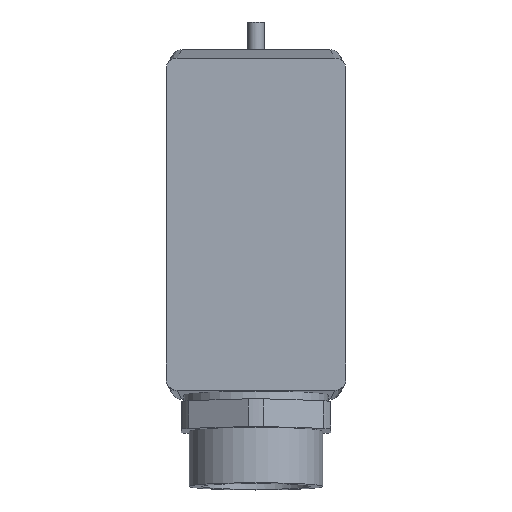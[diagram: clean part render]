
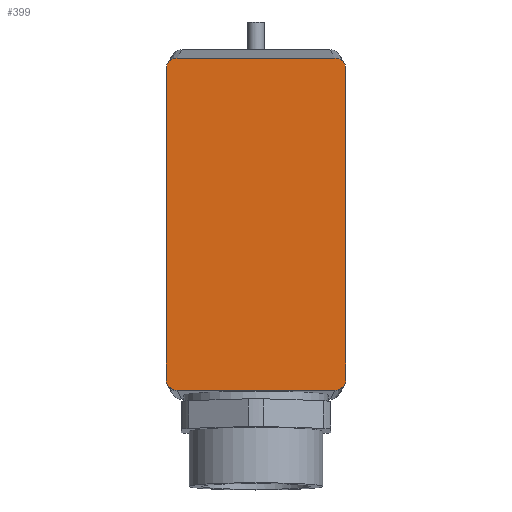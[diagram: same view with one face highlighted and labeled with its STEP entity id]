
A CAD part, top view. The second image highlights one B-rep face of the part: STEP entity #399.
In plain terms, the highlighted planar face has unit normal (0, 0, 1).
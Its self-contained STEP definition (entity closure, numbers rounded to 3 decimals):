
#399 = ADVANCED_FACE( '', ( #886 ), #887, .F. );
#886 = FACE_OUTER_BOUND( '', #1559, .T. );
#887 = PLANE( '', #1560 );
#1559 = EDGE_LOOP( '', ( #2890, #2891, #2892, #2893, #2894, #2895, #2896, #2897 ) );
#1560 = AXIS2_PLACEMENT_3D( '', #2898, #2899, #2900 );
#2890 = ORIENTED_EDGE( '', *, *, #4003, .F. );
#2891 = ORIENTED_EDGE( '', *, *, #4004, .T. );
#2892 = ORIENTED_EDGE( '', *, *, #3650, .T. );
#2893 = ORIENTED_EDGE( '', *, *, #4005, .F. );
#2894 = ORIENTED_EDGE( '', *, *, #3762, .T. );
#2895 = ORIENTED_EDGE( '', *, *, #4006, .T. );
#2896 = ORIENTED_EDGE( '', *, *, #3817, .F. );
#2897 = ORIENTED_EDGE( '', *, *, #3806, .F. );
#2898 = CARTESIAN_POINT( '', ( -16.2, 31.5, 50.8 ) );
#2899 = DIRECTION( '', ( 0., 0., -1. ) );
#2900 = DIRECTION( '', ( -1., 0., 0. ) );
#3650 = EDGE_CURVE( '', #4308, #4306, #4309, .T. );
#3762 = EDGE_CURVE( '', #4497, #4498, #4499, .T. );
#3806 = EDGE_CURVE( '', #4568, #4569, #4570, .T. );
#3817 = EDGE_CURVE( '', #4569, #4587, #4588, .T. );
#4003 = EDGE_CURVE( '', #4843, #4568, #4844, .T. );
#4004 = EDGE_CURVE( '', #4843, #4308, #4845, .T. );
#4005 = EDGE_CURVE( '', #4497, #4306, #4846, .T. );
#4006 = EDGE_CURVE( '', #4498, #4587, #4847, .T. );
#4306 = VERTEX_POINT( '', #5232 );
#4308 = VERTEX_POINT( '', #5237 );
#4309 = LINE( '', #5238, #5239 );
#4497 = VERTEX_POINT( '', #5560 );
#4498 = VERTEX_POINT( '', #5561 );
#4499 = LINE( '', #5562, #5563 );
#4568 = VERTEX_POINT( '', #5730 );
#4569 = VERTEX_POINT( '', #5731 );
#4570 = B_SPLINE_CURVE_WITH_KNOTS( '', 3, ( #5732, #5733, #5734, #5735, #5736, #5737, #5738, #5739, #5740, #5741, #5742, #5743, #5744, #5745 ), .UNSPECIFIED., .F., .F., ( 4, 2, 2, 2, 2, 2, 4 ), ( 0., 0., 0.001, 0.001, 0.002, 0.002, 0.003 ), .UNSPECIFIED. );
#4587 = VERTEX_POINT( '', #5799 );
#4588 = LINE( '', #5800, #5801 );
#4843 = VERTEX_POINT( '', #6403 );
#4844 = LINE( '', #6404, #6405 );
#4845 = B_SPLINE_CURVE_WITH_KNOTS( '', 3, ( #6406, #6407, #6408, #6409, #6410, #6411, #6412, #6413, #6414, #6415, #6416, #6417, #6418, #6419 ), .UNSPECIFIED., .F., .F., ( 4, 2, 2, 2, 2, 2, 4 ), ( 0., 0., 0.001, 0.001, 0.002, 0.002, 0.003 ), .UNSPECIFIED. );
#4846 = B_SPLINE_CURVE_WITH_KNOTS( '', 3, ( #6420, #6421, #6422, #6423, #6424, #6425, #6426, #6427, #6428, #6429, #6430, #6431, #6432, #6433 ), .UNSPECIFIED., .F., .F., ( 4, 2, 2, 2, 2, 2, 4 ), ( 0., 0., 0.001, 0.001, 0.002, 0.002, 0.003 ), .UNSPECIFIED. );
#4847 = B_SPLINE_CURVE_WITH_KNOTS( '', 3, ( #6434, #6435, #6436, #6437, #6438, #6439, #6440, #6441, #6442, #6443, #6444, #6445, #6446, #6447 ), .UNSPECIFIED., .F., .F., ( 4, 2, 2, 2, 2, 2, 4 ), ( 0., 0., 0.001, 0.001, 0.002, 0.002, 0.003 ), .UNSPECIFIED. );
#5232 = CARTESIAN_POINT( '', ( -16.2, -27.88, 50.8 ) );
#5237 = CARTESIAN_POINT( '', ( -16.2, 27.88, 50.8 ) );
#5238 = CARTESIAN_POINT( '', ( -16.2, 31.5, 50.8 ) );
#5239 = VECTOR( '', #6905, 1000. );
#5560 = CARTESIAN_POINT( '', ( -14.196, -29.886, 50.8 ) );
#5561 = CARTESIAN_POINT( '', ( 14.196, -29.886, 50.8 ) );
#5562 = CARTESIAN_POINT( '', ( -61.93, -29.886, 50.8 ) );
#5563 = VECTOR( '', #7031, 1000. );
#5730 = CARTESIAN_POINT( '', ( 14.196, 29.886, 50.8 ) );
#5731 = CARTESIAN_POINT( '', ( 16.2, 27.88, 50.8 ) );
#5732 = CARTESIAN_POINT( '', ( 14.196, 29.886, 50.8 ) );
#5733 = CARTESIAN_POINT( '', ( 14.329, 29.886, 50.8 ) );
#5734 = CARTESIAN_POINT( '', ( 14.459, 29.873, 50.8 ) );
#5735 = CARTESIAN_POINT( '', ( 14.715, 29.822, 50.8 ) );
#5736 = CARTESIAN_POINT( '', ( 14.842, 29.783, 50.8 ) );
#5737 = CARTESIAN_POINT( '', ( 15.085, 29.683, 50.8 ) );
#5738 = CARTESIAN_POINT( '', ( 15.2, 29.621, 50.8 ) );
#5739 = CARTESIAN_POINT( '', ( 15.417, 29.475, 50.8 ) );
#5740 = CARTESIAN_POINT( '', ( 15.52, 29.391, 50.8 ) );
#5741 = CARTESIAN_POINT( '', ( 15.798, 29.113, 50.8 ) );
#5742 = CARTESIAN_POINT( '', ( 15.947, 28.89, 50.8 ) );
#5743 = CARTESIAN_POINT( '', ( 16.147, 28.408, 50.8 ) );
#5744 = CARTESIAN_POINT( '', ( 16.2, 28.145, 50.8 ) );
#5745 = CARTESIAN_POINT( '', ( 16.2, 27.88, 50.8 ) );
#5799 = CARTESIAN_POINT( '', ( 16.2, -27.88, 50.8 ) );
#5800 = CARTESIAN_POINT( '', ( 16.2, 31.5, 50.8 ) );
#5801 = VECTOR( '', #7061, 1000. );
#6403 = CARTESIAN_POINT( '', ( -14.196, 29.886, 50.8 ) );
#6404 = CARTESIAN_POINT( '', ( -61.93, 29.886, 50.8 ) );
#6405 = VECTOR( '', #7208, 1000. );
#6406 = CARTESIAN_POINT( '', ( -14.196, 29.886, 50.8 ) );
#6407 = CARTESIAN_POINT( '', ( -14.329, 29.886, 50.8 ) );
#6408 = CARTESIAN_POINT( '', ( -14.459, 29.873, 50.8 ) );
#6409 = CARTESIAN_POINT( '', ( -14.715, 29.822, 50.8 ) );
#6410 = CARTESIAN_POINT( '', ( -14.842, 29.783, 50.8 ) );
#6411 = CARTESIAN_POINT( '', ( -15.085, 29.683, 50.8 ) );
#6412 = CARTESIAN_POINT( '', ( -15.2, 29.621, 50.8 ) );
#6413 = CARTESIAN_POINT( '', ( -15.417, 29.475, 50.8 ) );
#6414 = CARTESIAN_POINT( '', ( -15.52, 29.391, 50.8 ) );
#6415 = CARTESIAN_POINT( '', ( -15.798, 29.113, 50.8 ) );
#6416 = CARTESIAN_POINT( '', ( -15.947, 28.89, 50.8 ) );
#6417 = CARTESIAN_POINT( '', ( -16.147, 28.408, 50.8 ) );
#6418 = CARTESIAN_POINT( '', ( -16.2, 28.145, 50.8 ) );
#6419 = CARTESIAN_POINT( '', ( -16.2, 27.88, 50.8 ) );
#6420 = CARTESIAN_POINT( '', ( -14.196, -29.886, 50.8 ) );
#6421 = CARTESIAN_POINT( '', ( -14.329, -29.886, 50.8 ) );
#6422 = CARTESIAN_POINT( '', ( -14.459, -29.873, 50.8 ) );
#6423 = CARTESIAN_POINT( '', ( -14.715, -29.822, 50.8 ) );
#6424 = CARTESIAN_POINT( '', ( -14.842, -29.783, 50.8 ) );
#6425 = CARTESIAN_POINT( '', ( -15.085, -29.683, 50.8 ) );
#6426 = CARTESIAN_POINT( '', ( -15.2, -29.621, 50.8 ) );
#6427 = CARTESIAN_POINT( '', ( -15.417, -29.475, 50.8 ) );
#6428 = CARTESIAN_POINT( '', ( -15.52, -29.391, 50.8 ) );
#6429 = CARTESIAN_POINT( '', ( -15.798, -29.113, 50.8 ) );
#6430 = CARTESIAN_POINT( '', ( -15.947, -28.89, 50.8 ) );
#6431 = CARTESIAN_POINT( '', ( -16.147, -28.408, 50.8 ) );
#6432 = CARTESIAN_POINT( '', ( -16.2, -28.145, 50.8 ) );
#6433 = CARTESIAN_POINT( '', ( -16.2, -27.88, 50.8 ) );
#6434 = CARTESIAN_POINT( '', ( 14.196, -29.886, 50.8 ) );
#6435 = CARTESIAN_POINT( '', ( 14.329, -29.886, 50.8 ) );
#6436 = CARTESIAN_POINT( '', ( 14.459, -29.873, 50.8 ) );
#6437 = CARTESIAN_POINT( '', ( 14.715, -29.822, 50.8 ) );
#6438 = CARTESIAN_POINT( '', ( 14.842, -29.783, 50.8 ) );
#6439 = CARTESIAN_POINT( '', ( 15.085, -29.683, 50.8 ) );
#6440 = CARTESIAN_POINT( '', ( 15.2, -29.621, 50.8 ) );
#6441 = CARTESIAN_POINT( '', ( 15.417, -29.475, 50.8 ) );
#6442 = CARTESIAN_POINT( '', ( 15.52, -29.391, 50.8 ) );
#6443 = CARTESIAN_POINT( '', ( 15.798, -29.113, 50.8 ) );
#6444 = CARTESIAN_POINT( '', ( 15.947, -28.89, 50.8 ) );
#6445 = CARTESIAN_POINT( '', ( 16.147, -28.408, 50.8 ) );
#6446 = CARTESIAN_POINT( '', ( 16.2, -28.145, 50.8 ) );
#6447 = CARTESIAN_POINT( '', ( 16.2, -27.88, 50.8 ) );
#6905 = DIRECTION( '', ( 0., -1., 0. ) );
#7031 = DIRECTION( '', ( 1., 0., 0. ) );
#7061 = DIRECTION( '', ( 0., -1., 0. ) );
#7208 = DIRECTION( '', ( 1., 0., 0. ) );
